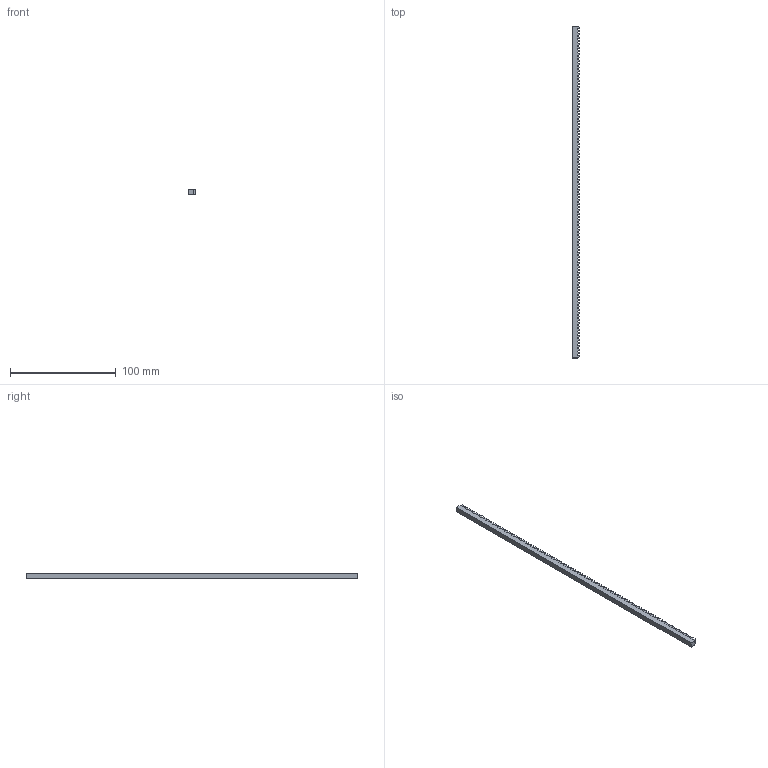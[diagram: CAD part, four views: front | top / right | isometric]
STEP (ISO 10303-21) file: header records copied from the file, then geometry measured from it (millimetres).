
FILE_DESCRIPTION(('FreeCAD Model'),'2;1');
FILE_NAME('Open CASCADE Shape Model','2025-06-25T09:14:13',('BT'),(''), 'Open CASCADE STEP processor 7.8','FreeCAD','Unknown');
FILE_SCHEMA(('AUTOMOTIVE_DESIGN { 1 0 10303 214 1 1 1 1 }'));
Length unit declared in the file: millimetre
Products named in the file (1): involuterack
Bounding box: 7.25 x 314.16 x 5 mm (x, y, z)
Volume: 9723.5 mm3; surface area: 8656.5 mm2
Topology: 1 solids, 1 shells, 406 faces, 1212 edges, 808 vertices
Faces by surface type: plane 406
Entity records: 13379 total; most frequent: CARTESIAN_POINT 2427, ORIENTED_EDGE 2424, DIRECTION 2026, EDGE_CURVE 1212, LINE 1212, VECTOR 1212, VERTEX_POINT 808, AXIS2_PLACEMENT_3D 407
